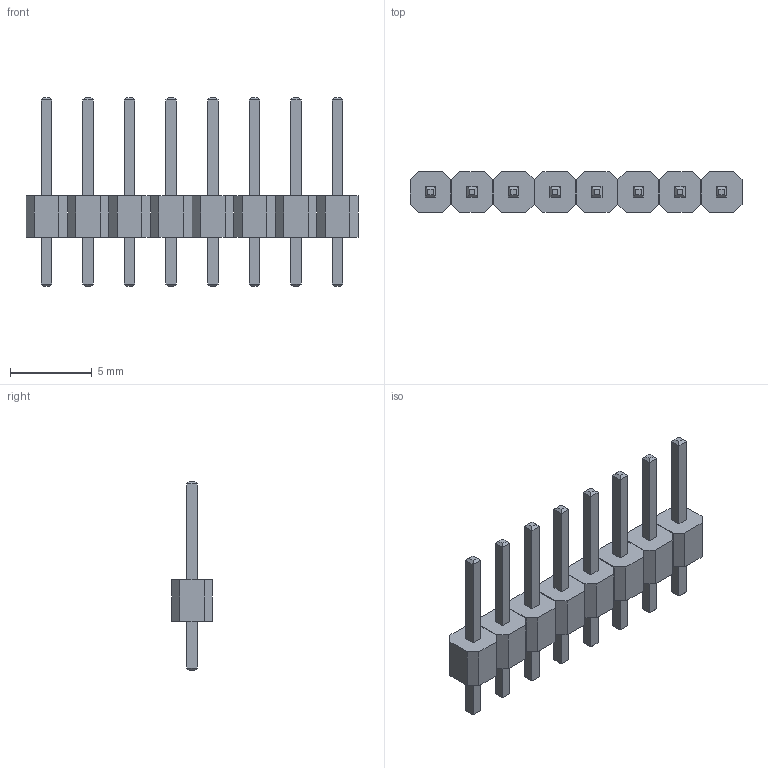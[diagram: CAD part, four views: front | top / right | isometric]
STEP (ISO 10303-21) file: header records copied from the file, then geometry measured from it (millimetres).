
FILE_DESCRIPTION(('FreeCAD Model'),'2;1');
FILE_NAME('8oins.step', '2021-10-17T22:57:44',('Author'),(''), 'Open CASCADE STEP processor 7.3','FreeCAD','Unknown');
FILE_SCHEMA(('AUTOMOTIVE_DESIGN { 1 0 10303 214 1 1 1 1 }'));
Length unit declared in the file: millimetre
Products named in the file (1): Array001
Bounding box: 20.28 x 2.5 x 11.54 mm (x, y, z)
Volume: 145.9 mm3; surface area: 451.5 mm2
Topology: 8 solids, 8 shells, 224 faces, 512 edges, 320 vertices
Faces by surface type: plane 224
Entity records: 14179 total; most frequent: CARTESIAN_POINT 2209, DIRECTION 1858, LINE 1408, VECTOR 1408, ORIENTED_EDGE 1024, PCURVE 1024, DEFINITIONAL_REPRESENTATION 1024, EDGE_CURVE 512
